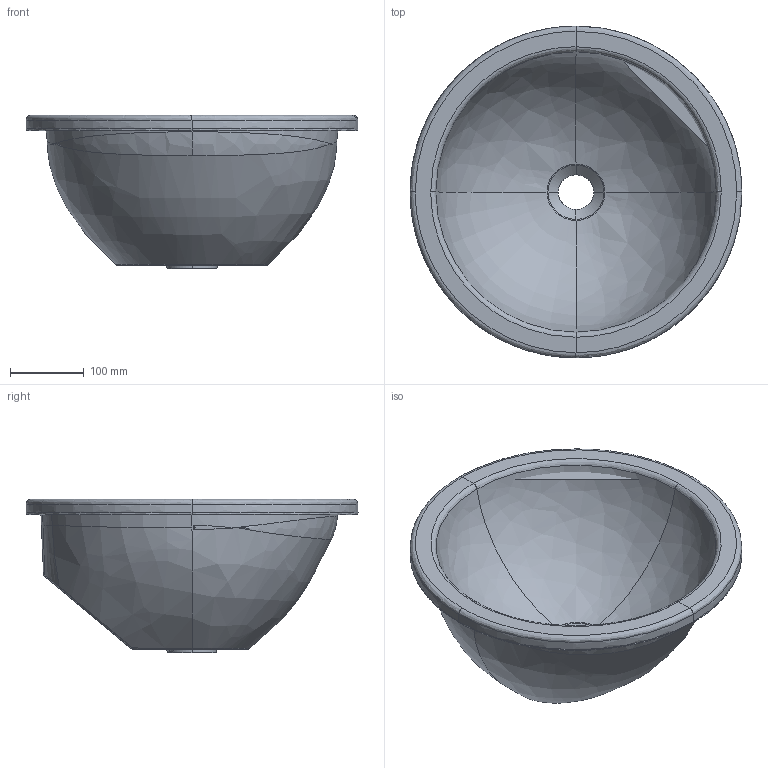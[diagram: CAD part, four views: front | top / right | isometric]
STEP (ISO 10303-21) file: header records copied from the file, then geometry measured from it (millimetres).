
FILE_DESCRIPTION(/* description */ (''),/* implementation_level */ '2;1');
FILE_NAME(/* name */ '614045_Loop&Friends_EW_Rund_450.stp',/* time_stamp */ '2018-11-12T09:28:46+01:00',/* author */ (''),/* organization */ (''),/* preprocessor_version */ 'ST-DEVELOPER v16',/* originating_system */ 'SIEMENS PLM Software NX 10.0',/* authorisation */ '');
FILE_SCHEMA (('AUTOMOTIVE_DESIGN { 1 0 10303 214 3 1 1 1 }'));
Length unit declared in the file: millimetre
Products named in the file (1): Sier2188F3872gqv
Bounding box: 450 x 450 x 208.4 mm (x, y, z)
Surface area: 565029.9 mm2 (no closed solid volume)
Topology: 0 solids, 1 shells, 128 faces, 348 edges, 212 vertices
Faces by surface type: bspline 95, plane 27, cylinder 6
Entity records: 19502 total; most frequent: CARTESIAN_POINT 17230, ORIENTED_EDGE 678, EDGE_CURVE 346, B_SPLINE_CURVE_WITH_KNOTS 325, VERTEX_POINT 212, ADVANCED_FACE 128, FACE_OUTER_BOUND 128, EDGE_LOOP 128
